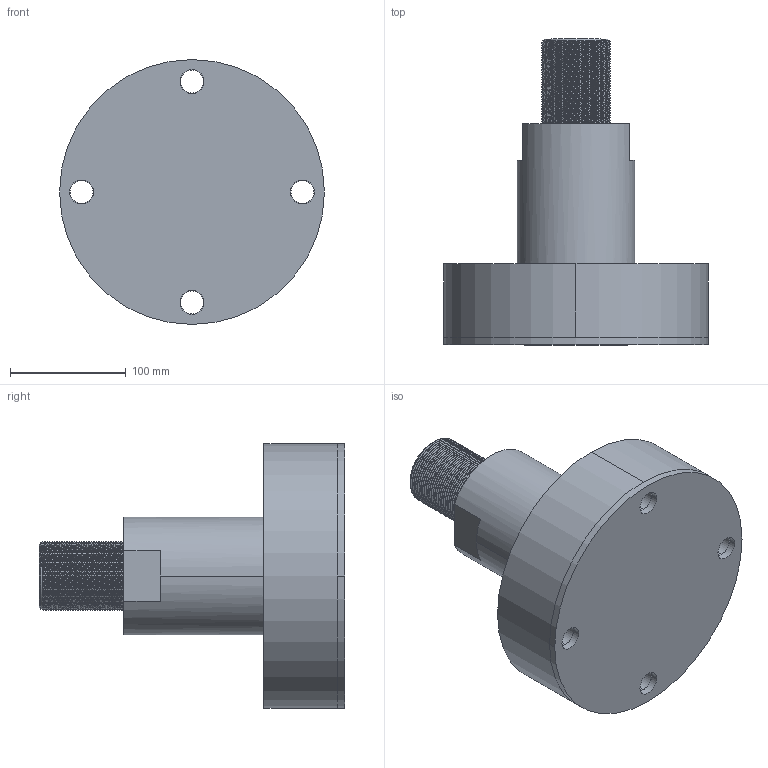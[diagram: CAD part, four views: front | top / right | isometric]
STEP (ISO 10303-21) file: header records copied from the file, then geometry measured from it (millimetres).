
FILE_DESCRIPTION (( 'STEP AP203' ), '1' );
FILE_NAME ('PAF-75.STEP', '2018-06-19T13:53:39', ( '' ), ( '' ), 'SwSTEP 2.0', 'SolidWorks 2016', '' );
FILE_SCHEMA (( 'CONFIG_CONTROL_DESIGN' ));
Length unit declared in the file: inch
Products named in the file (4): PAF-75-AD; PAF-75; PAF-75-BUP
Assembly tree (3 placements, depth 2):
  PAF-75
    PAF-75-BUP
    PAF-75-AD
    PAF-75
Bounding box: 228.6 x 263.91 x 228.6 mm (x, y, z)
Volume: 3880719.7 mm3; surface area: 356713.7 mm2
Topology: 3 solids, 3 shells, 137 faces, 359 edges, 235 vertices
Faces by surface type: cylinder 105, plane 17, torus 8, bspline 3, cone 2, sphere 2
Entity records: 11096 total; most frequent: CARTESIAN_POINT 7607, ORIENTED_EDGE 718, DIRECTION 592, EDGE_CURVE 359, AXIS2_PLACEMENT_3D 238, VERTEX_POINT 235, EDGE_LOOP 162, ADVANCED_FACE 137
